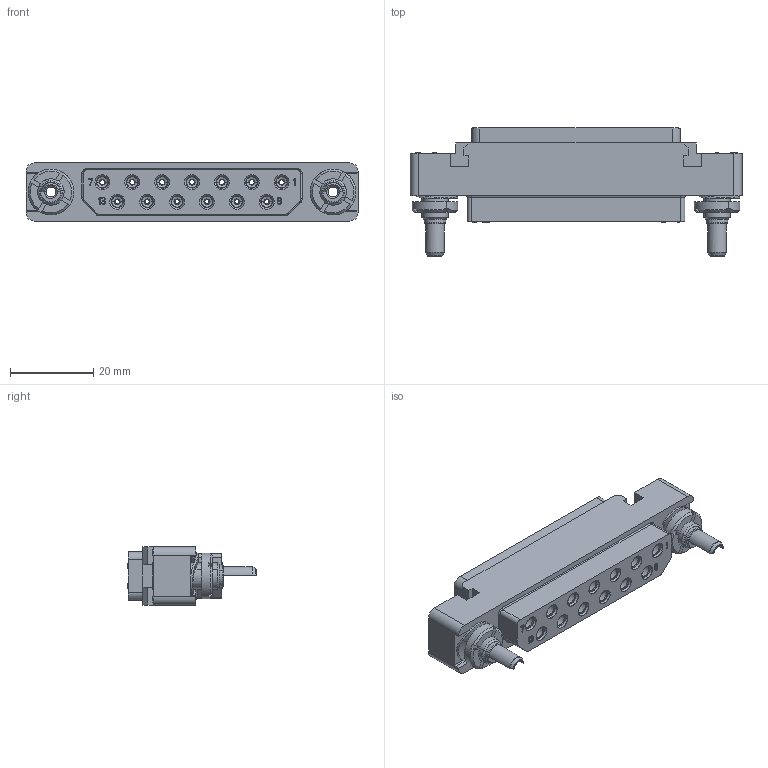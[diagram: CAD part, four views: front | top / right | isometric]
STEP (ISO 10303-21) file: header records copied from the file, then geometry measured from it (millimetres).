
FILE_DESCRIPTION((''),'2;1');
FILE_NAME('1900ND05S1B00A','2020-08-03T',('presta_be4'),(''),'CREO PARAMETRIC BY PTC INC, 2018360','CREO PARAMETRIC BY PTC INC, 2018360','');
FILE_SCHEMA(('CONFIG_CONTROL_DESIGN'));
Products named in the file (1): 1900ND05S1B00A
Bounding box: 80 x 30.87 x 14 mm (x, y, z)
Volume: 14814.6 mm3; surface area: 13626 mm2
Topology: 3 solids, 3 shells, 2344 faces, 5915 edges, 3738 vertices
Faces by surface type: plane 1087, cylinder 627, torus 290, cone 252, bspline 62, extrusion 26
Entity records: 75065 total; most frequent: CARTESIAN_POINT 18293, DIRECTION 11918, ORIENTED_EDGE 11822, EDGE_CURVE 5911, AXIS2_PLACEMENT_3D 4244, VERTEX_POINT 3738, VECTOR 3430, LINE 3404
